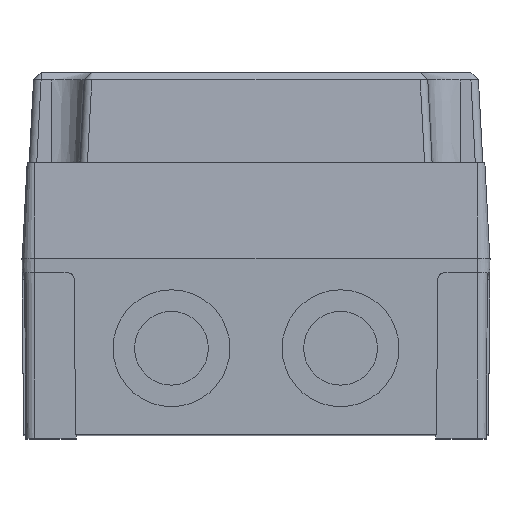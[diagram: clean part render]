
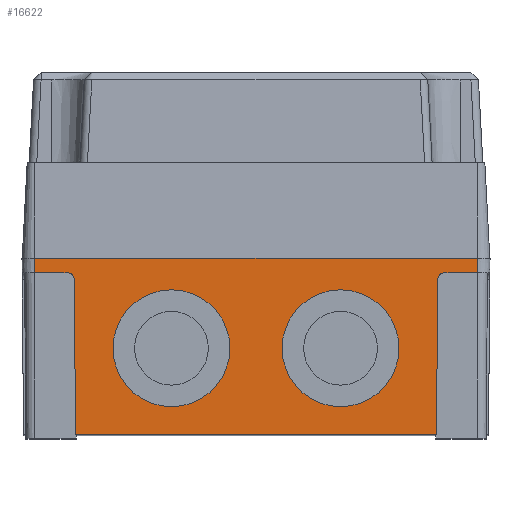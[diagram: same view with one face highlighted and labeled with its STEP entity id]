
A CAD part, top view. The second image highlights one B-rep face of the part: STEP entity #16622.
In plain terms, the highlighted planar face has unit normal (0, -0.009, 1).
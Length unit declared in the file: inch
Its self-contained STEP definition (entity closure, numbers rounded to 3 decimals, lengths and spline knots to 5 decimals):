
#92 = DIRECTION ( 'NONE',  ( 1., 0., 0. ) ) ;
#252 = ORIENTED_EDGE ( 'NONE', *, *, #16559, .F. ) ;
#325 = EDGE_CURVE ( 'NONE', #11858, #12822, #4805, .T. ) ;
#434 = CARTESIAN_POINT ( 'NONE',  ( 2.42323, 0., 3.54528 ) ) ;
#762 = LINE ( 'NONE', #10174, #13979 ) ;
#813 = CARTESIAN_POINT ( 'NONE',  ( -0.9252, -0.98452, 3.53668 ) ) ;
#818 = VECTOR ( 'NONE', #19417, 39.37008 ) ;
#859 = DIRECTION ( 'NONE',  ( -0.009, 1., 0.009 ) ) ;
#951 = EDGE_CURVE ( 'NONE', #16540, #9288, #4474, .T. ) ;
#1063 = ORIENTED_EDGE ( 'NONE', *, *, #7516, .F. ) ;
#1307 = AXIS2_PLACEMENT_3D ( 'NONE', #8785, #11747, #15208 ) ;
#1628 = CIRCLE ( 'NONE', #1307, 0.63976 ) ;
#1977 = VECTOR ( 'NONE', #92, 39.37008 ) ;
#2057 = EDGE_CURVE ( 'NONE', #15475, #11204, #1628, .T. ) ;
#2476 = CARTESIAN_POINT ( 'NONE',  ( 2.06821, -0.15748, 3.5439 ) ) ;
#2624 = CARTESIAN_POINT ( 'NONE',  ( 1.98988, -0.18973, 3.54362 ) ) ;
#2644 = VERTEX_POINT ( 'NONE', #13836 ) ;
#2798 = EDGE_LOOP ( 'NONE', ( #20041, #16206 ) ) ;
#3034 = DIRECTION ( 'NONE',  ( -0.009, -1., -0.009 ) ) ;
#3051 = CARTESIAN_POINT ( 'NONE',  ( 0.9252, -0.34478, 3.54227 ) ) ;
#3213 = EDGE_LOOP ( 'NONE', ( #1063, #15531, #10089, #17797, #7566, #3225, #5021, #15113, #13744, #9724 ) ) ;
#3225 = ORIENTED_EDGE ( 'NONE', *, *, #11133, .F. ) ;
#3642 = DIRECTION ( 'NONE',  ( 0., 1., 0.009 ) ) ;
#3736 = CARTESIAN_POINT ( 'NONE',  ( -1.99156, 0.00377, 3.54531 ) ) ;
#4054 = CARTESIAN_POINT ( 'NONE',  ( 2.06821, -0.15748, 3.5439 ) ) ;
#4206 = DIRECTION ( 'NONE',  ( 0., -0.009, 1. ) ) ;
#4474 =( BOUNDED_CURVE ( )  B_SPLINE_CURVE ( 3, ( #6422, #6525, #17438, #18762 ),
 .UNSPECIFIED., .F., .F. ) 
 B_SPLINE_CURVE_WITH_KNOTS ( ( 4, 4 ),
 ( 3.14159, 4.70366 ),
 .UNSPECIFIED. ) 
 CURVE ( )  GEOMETRIC_REPRESENTATION_ITEM ( )  RATIONAL_B_SPLINE_CURVE ( ( 1., 0.807, 0.807, 1. ) ) 
 REPRESENTATION_ITEM ( '' )  );
#4699 = EDGE_CURVE ( 'NONE', #9554, #6124, #13471, .T. ) ;
#4754 = DIRECTION ( 'NONE',  ( 0., 1., 0.009 ) ) ;
#4805 = LINE ( 'NONE', #6141, #1977 ) ;
#4814 = CARTESIAN_POINT ( 'NONE',  ( 0.9252, -0.98452, 3.53668 ) ) ;
#4838 = AXIS2_PLACEMENT_3D ( 'NONE', #12062, #4206, #19533 ) ;
#4853 = CARTESIAN_POINT ( 'NONE',  ( 0.9252, -1.62426, 3.5311 ) ) ;
#4871 = CIRCLE ( 'NONE', #17262, 0.63976 ) ;
#4917 = DIRECTION ( 'NONE',  ( 0., 1., 0.009 ) ) ;
#5021 = ORIENTED_EDGE ( 'NONE', *, *, #14272, .T. ) ;
#5144 = CARTESIAN_POINT ( 'NONE',  ( -2.42323, -0.15748, 3.5439 ) ) ;
#5204 = CIRCLE ( 'NONE', #15307, 0.63976 ) ;
#5465 = CARTESIAN_POINT ( 'NONE',  ( 1.9747, -1.92913, 3.52844 ) ) ;
#5796 = VECTOR ( 'NONE', #3642, 39.37008 ) ;
#5847 = PLANE ( 'NONE',  #4838 ) ;
#5992 = CARTESIAN_POINT ( 'NONE',  ( -2.42323, -0.15748, 3.5439 ) ) ;
#6033 = VECTOR ( 'NONE', #7425, 39.37008 ) ;
#6124 = VERTEX_POINT ( 'NONE', #5465 ) ;
#6141 = CARTESIAN_POINT ( 'NONE',  ( -2.42323, 0., 3.54528 ) ) ;
#6198 = LINE ( 'NONE', #18741, #9395 ) ;
#6422 = CARTESIAN_POINT ( 'NONE',  ( -2.06821, -0.15748, 3.5439 ) ) ;
#6467 = AXIS2_PLACEMENT_3D ( 'NONE', #15858, #15961, #8214 ) ;
#6525 = CARTESIAN_POINT ( 'NONE',  ( -2.02241, -0.15748, 3.5439 ) ) ;
#6606 = LINE ( 'NONE', #9776, #5796 ) ;
#7111 = DIRECTION ( 'NONE',  ( -1., 0., 0. ) ) ;
#7128 = LINE ( 'NONE', #5992, #6033 ) ;
#7237 = EDGE_LOOP ( 'NONE', ( #9517, #252 ) ) ;
#7425 = DIRECTION ( 'NONE',  ( 1., 0., 0. ) ) ;
#7516 = EDGE_CURVE ( 'NONE', #2644, #6124, #12325, .T. ) ;
#7566 = ORIENTED_EDGE ( 'NONE', *, *, #325, .F. ) ;
#7655 = CARTESIAN_POINT ( 'NONE',  ( -2.42323, 0., 3.54528 ) ) ;
#7948 = VERTEX_POINT ( 'NONE', #4853 ) ;
#8214 = DIRECTION ( 'NONE',  ( 0., 1., 0.009 ) ) ;
#8698 = CARTESIAN_POINT ( 'NONE',  ( -2.42323, -1.92913, 3.52844 ) ) ;
#8785 = CARTESIAN_POINT ( 'NONE',  ( -0.9252, -0.98452, 3.53668 ) ) ;
#9060 = VECTOR ( 'NONE', #859, 39.37008 ) ;
#9288 = VERTEX_POINT ( 'NONE', #18023 ) ;
#9343 = CARTESIAN_POINT ( 'NONE',  ( -1.9747, -1.92913, 3.52844 ) ) ;
#9395 = VECTOR ( 'NONE', #4754, 39.37008 ) ;
#9517 = ORIENTED_EDGE ( 'NONE', *, *, #9961, .F. ) ;
#9554 = VERTEX_POINT ( 'NONE', #9343 ) ;
#9724 = ORIENTED_EDGE ( 'NONE', *, *, #4699, .T. ) ;
#9736 = CIRCLE ( 'NONE', #6467, 0.63976 ) ;
#9776 = CARTESIAN_POINT ( 'NONE',  ( -2.42323, 0., 3.54528 ) ) ;
#9961 = EDGE_CURVE ( 'NONE', #7948, #17988, #4871, .T. ) ;
#10089 = ORIENTED_EDGE ( 'NONE', *, *, #17412, .F. ) ;
#10174 = CARTESIAN_POINT ( 'NONE',  ( -2.42323, -0.15748, 3.5439 ) ) ;
#10192 = EDGE_CURVE ( 'NONE', #11204, #15475, #5204, .T. ) ;
#10393 = CARTESIAN_POINT ( 'NONE',  ( 1.98948, -0.23553, 3.54322 ) ) ;
#10983 =( BOUNDED_CURVE ( )  B_SPLINE_CURVE ( 3, ( #10393, #2624, #12311, #4054 ),
 .UNSPECIFIED., .F., .F. ) 
 B_SPLINE_CURVE_WITH_KNOTS ( ( 4, 4 ),
 ( 1.57952, 3.14159 ),
 .UNSPECIFIED. ) 
 CURVE ( )  GEOMETRIC_REPRESENTATION_ITEM ( )  RATIONAL_B_SPLINE_CURVE ( ( 1., 0.807, 0.807, 1. ) ) 
 REPRESENTATION_ITEM ( '' )  );
#11133 = EDGE_CURVE ( 'NONE', #20077, #11858, #6606, .T. ) ;
#11150 = VERTEX_POINT ( 'NONE', #2476 ) ;
#11204 = VERTEX_POINT ( 'NONE', #19734 ) ;
#11696 = LINE ( 'NONE', #3736, #9060 ) ;
#11747 = DIRECTION ( 'NONE',  ( 0., -0.009, 1. ) ) ;
#11858 = VERTEX_POINT ( 'NONE', #7655 ) ;
#11941 = DIRECTION ( 'NONE',  ( 0., -0.009, 1. ) ) ;
#12062 = CARTESIAN_POINT ( 'NONE',  ( -2.42323, 0., 3.54528 ) ) ;
#12160 = FACE_BOUND ( 'NONE', #7237, .T. ) ;
#12311 = CARTESIAN_POINT ( 'NONE',  ( 2.02241, -0.15748, 3.5439 ) ) ;
#12325 = LINE ( 'NONE', #14154, #17677 ) ;
#12822 = VERTEX_POINT ( 'NONE', #434 ) ;
#13343 = CARTESIAN_POINT ( 'NONE',  ( -0.9252, -1.62426, 3.5311 ) ) ;
#13471 = LINE ( 'NONE', #8698, #818 ) ;
#13744 = ORIENTED_EDGE ( 'NONE', *, *, #16047, .F. ) ;
#13836 = CARTESIAN_POINT ( 'NONE',  ( 1.98948, -0.23553, 3.54322 ) ) ;
#13979 = VECTOR ( 'NONE', #7111, 39.37008 ) ;
#14154 = CARTESIAN_POINT ( 'NONE',  ( 1.9912, -0.03852, 3.54494 ) ) ;
#14272 = EDGE_CURVE ( 'NONE', #20077, #16540, #7128, .T. ) ;
#15104 = DIRECTION ( 'NONE',  ( 0., -1., -0.009 ) ) ;
#15113 = ORIENTED_EDGE ( 'NONE', *, *, #951, .T. ) ;
#15124 = FACE_BOUND ( 'NONE', #2798, .T. ) ;
#15208 = DIRECTION ( 'NONE',  ( 0., -1., -0.009 ) ) ;
#15307 = AXIS2_PLACEMENT_3D ( 'NONE', #813, #11941, #15104 ) ;
#15475 = VERTEX_POINT ( 'NONE', #13343 ) ;
#15531 = ORIENTED_EDGE ( 'NONE', *, *, #15735, .T. ) ;
#15735 = EDGE_CURVE ( 'NONE', #2644, #11150, #10983, .T. ) ;
#15858 = CARTESIAN_POINT ( 'NONE',  ( 0.9252, -0.98452, 3.53668 ) ) ;
#15912 = EDGE_CURVE ( 'NONE', #17929, #12822, #6198, .T. ) ;
#15961 = DIRECTION ( 'NONE',  ( 0., -0.009, 1. ) ) ;
#16047 = EDGE_CURVE ( 'NONE', #9554, #9288, #11696, .T. ) ;
#16206 = ORIENTED_EDGE ( 'NONE', *, *, #10192, .F. ) ;
#16540 = VERTEX_POINT ( 'NONE', #17699 ) ;
#16559 = EDGE_CURVE ( 'NONE', #17988, #7948, #9736, .T. ) ;
#16622 = ADVANCED_FACE ( 'NONE', ( #15124, #12160, #16760 ), #5847, .T. ) ;
#16760 = FACE_OUTER_BOUND ( 'NONE', #3213, .T. ) ;
#17262 = AXIS2_PLACEMENT_3D ( 'NONE', #4814, #18904, #4917 ) ;
#17412 = EDGE_CURVE ( 'NONE', #17929, #11150, #762, .T. ) ;
#17438 = CARTESIAN_POINT ( 'NONE',  ( -1.98988, -0.18973, 3.54362 ) ) ;
#17677 = VECTOR ( 'NONE', #3034, 39.37008 ) ;
#17699 = CARTESIAN_POINT ( 'NONE',  ( -2.06821, -0.15748, 3.5439 ) ) ;
#17797 = ORIENTED_EDGE ( 'NONE', *, *, #15912, .T. ) ;
#17929 = VERTEX_POINT ( 'NONE', #19924 ) ;
#17988 = VERTEX_POINT ( 'NONE', #3051 ) ;
#18023 = CARTESIAN_POINT ( 'NONE',  ( -1.98948, -0.23553, 3.54322 ) ) ;
#18741 = CARTESIAN_POINT ( 'NONE',  ( 2.42323, 0., 3.54528 ) ) ;
#18762 = CARTESIAN_POINT ( 'NONE',  ( -1.98948, -0.23553, 3.54322 ) ) ;
#18904 = DIRECTION ( 'NONE',  ( 0., -0.009, 1. ) ) ;
#19417 = DIRECTION ( 'NONE',  ( 1., 0., 0. ) ) ;
#19533 = DIRECTION ( 'NONE',  ( -1., 0., 0. ) ) ;
#19734 = CARTESIAN_POINT ( 'NONE',  ( -0.9252, -0.34478, 3.54227 ) ) ;
#19924 = CARTESIAN_POINT ( 'NONE',  ( 2.42323, -0.15748, 3.5439 ) ) ;
#20041 = ORIENTED_EDGE ( 'NONE', *, *, #2057, .F. ) ;
#20077 = VERTEX_POINT ( 'NONE', #5144 ) ;
